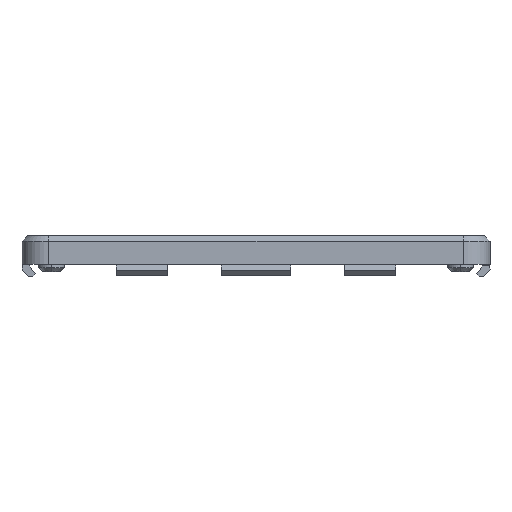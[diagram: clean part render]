
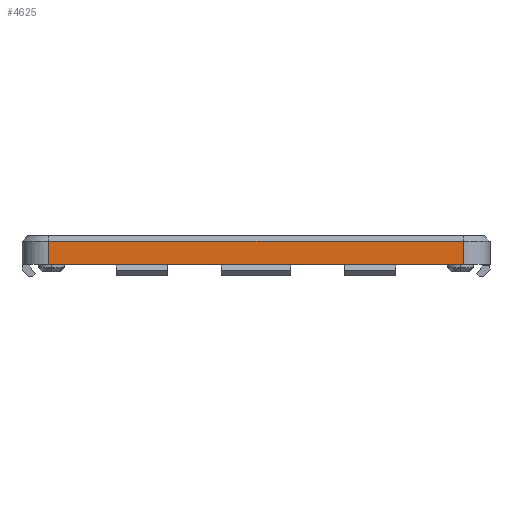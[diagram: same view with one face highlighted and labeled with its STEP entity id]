
A CAD part, left-side view. The second image highlights one B-rep face of the part: STEP entity #4625.
In plain terms, the highlighted planar face has unit normal (-1, 0, 0).
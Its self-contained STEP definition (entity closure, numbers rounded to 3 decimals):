
#10 = CARTESIAN_POINT ( 'NONE',  ( -60.5, -38.5, 0. ) ) ;
#474 = EDGE_LOOP ( 'NONE', ( #7435, #7907, #8701, #7064 ) ) ;
#507 = CARTESIAN_POINT ( 'NONE',  ( -60.5, -38.5, -0.8 ) ) ;
#1026 = EDGE_CURVE ( 'NONE', #2992, #5812, #7330, .T. ) ;
#1072 = CARTESIAN_POINT ( 'NONE',  ( -60.5, -38.5, 3.5 ) ) ;
#1483 = DIRECTION ( 'NONE',  ( 0., 0., 1. ) ) ;
#1723 = EDGE_CURVE ( 'NONE', #5812, #1851, #2138, .T. ) ;
#1851 = VERTEX_POINT ( 'NONE', #7935 ) ;
#2025 = DIRECTION ( 'NONE',  ( 0., 1., 0. ) ) ;
#2136 = EDGE_CURVE ( 'NONE', #7469, #1851, #8991, .T. ) ;
#2138 = LINE ( 'NONE', #5572, #3337 ) ;
#2528 = DIRECTION ( 'NONE',  ( 0., 1., 0. ) ) ;
#2992 = VERTEX_POINT ( 'NONE', #1072 ) ;
#3337 = VECTOR ( 'NONE', #8497, 1000. ) ;
#4191 = CARTESIAN_POINT ( 'NONE',  ( -60.5, 38.5, 3.5 ) ) ;
#4236 = PLANE ( 'NONE',  #8292 ) ;
#4625 = ADVANCED_FACE ( 'NONE', ( #8348 ), #4236, .T. ) ;
#4989 = LINE ( 'NONE', #10, #6970 ) ;
#5558 = DIRECTION ( 'NONE',  ( 0., 0., 1. ) ) ;
#5572 = CARTESIAN_POINT ( 'NONE',  ( -60.5, 38.5, 0. ) ) ;
#5812 = VERTEX_POINT ( 'NONE', #4191 ) ;
#5917 = CARTESIAN_POINT ( 'NONE',  ( -60.5, 38.5, 3.5 ) ) ;
#6375 = DIRECTION ( 'NONE',  ( -1., 0., 0. ) ) ;
#6458 = VECTOR ( 'NONE', #2528, 1000. ) ;
#6970 = VECTOR ( 'NONE', #1483, 1000. ) ;
#7064 = ORIENTED_EDGE ( 'NONE', *, *, #2136, .F. ) ;
#7099 = VECTOR ( 'NONE', #2025, 1000. ) ;
#7330 = LINE ( 'NONE', #5917, #6458 ) ;
#7435 = ORIENTED_EDGE ( 'NONE', *, *, #8107, .T. ) ;
#7469 = VERTEX_POINT ( 'NONE', #8844 ) ;
#7907 = ORIENTED_EDGE ( 'NONE', *, *, #1026, .T. ) ;
#7935 = CARTESIAN_POINT ( 'NONE',  ( -60.5, 38.5, -0.8 ) ) ;
#8107 = EDGE_CURVE ( 'NONE', #7469, #2992, #4989, .T. ) ;
#8292 = AXIS2_PLACEMENT_3D ( 'NONE', #8389, #6375, #5558 ) ;
#8348 = FACE_OUTER_BOUND ( 'NONE', #474, .T. ) ;
#8389 = CARTESIAN_POINT ( 'NONE',  ( -60.5, -43.5, 0. ) ) ;
#8497 = DIRECTION ( 'NONE',  ( 0., 0., -1. ) ) ;
#8701 = ORIENTED_EDGE ( 'NONE', *, *, #1723, .T. ) ;
#8844 = CARTESIAN_POINT ( 'NONE',  ( -60.5, -38.5, -0.8 ) ) ;
#8991 = LINE ( 'NONE', #507, #7099 ) ;
